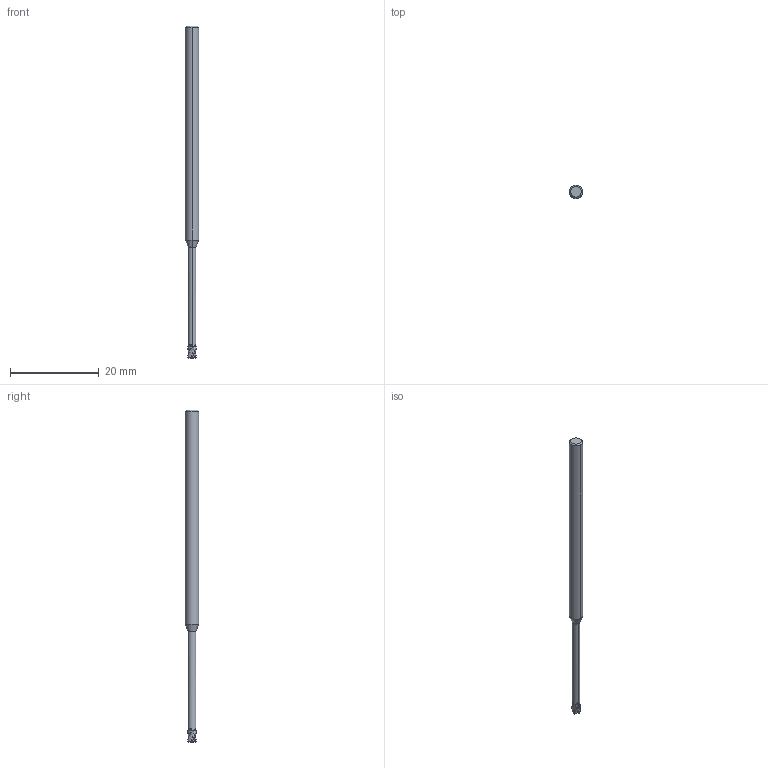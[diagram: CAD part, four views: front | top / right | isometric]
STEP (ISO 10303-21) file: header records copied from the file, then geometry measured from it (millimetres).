
FILE_DESCRIPTION(('no description'),'unknown implementation level');
FILE_NAME('K202233-2_0_2-Detail.stp',' ',('CIMSOURCE GmbH'),('CADClick - KiM GmbH - www.kimweb.de'),'unknown preprocess','ACIS','unknown authorization');
FILE_SCHEMA(('automotive_design'));
Length unit declared in the file: millimetre
Products named in the file (2): NOCUT; CUT
Bounding box: 3 x 3 x 75 mm (x, y, z)
Volume: 410.1 mm3; surface area: 636.3 mm2
Topology: 2 solids, 2 shells, 122 faces, 346 edges, 226 vertices
Faces by surface type: plane 46, bspline 36, cone 14, revolution 12, cylinder 10, torus 4
Entity records: 12465 total; most frequent: CARTESIAN_POINT 5746, STYLED_ITEM 696, PRESENTATION_STYLE_ASSIGNMENT 696, COLOUR_RGB 696, ORIENTED_EDGE 692, DIRECTION 460, EDGE_CURVE 346, CURVE_STYLE 346
